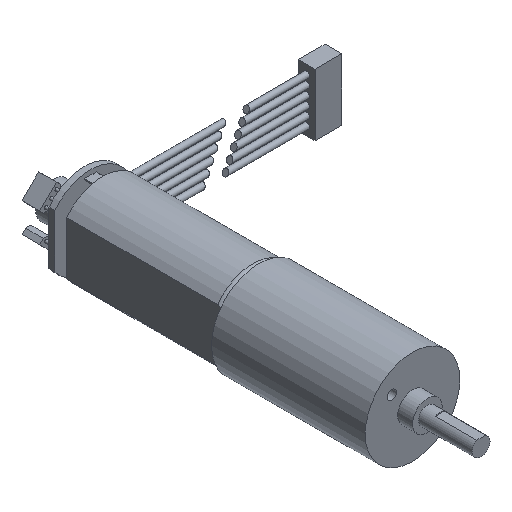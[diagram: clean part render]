
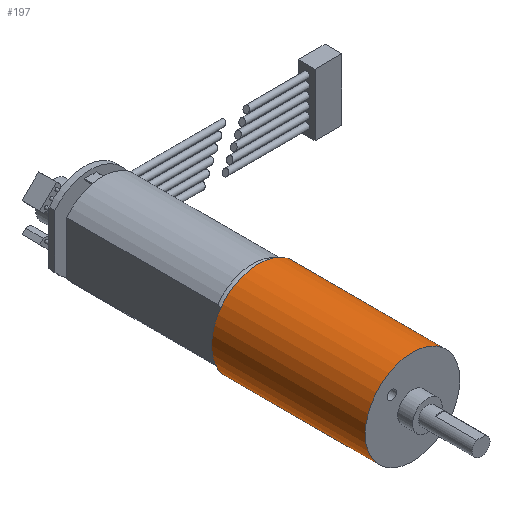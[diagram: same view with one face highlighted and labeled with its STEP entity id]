
A CAD part, isometric view. The second image highlights one B-rep face of the part: STEP entity #197.
In plain terms, the highlighted cylindrical face has radius 8 mm (diameter 16 mm), a full revolution.
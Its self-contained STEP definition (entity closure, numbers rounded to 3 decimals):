
#197 = ADVANCED_FACE( '', ( #466, #467 ), #468, .T. );
#466 = FACE_OUTER_BOUND( '', #828, .T. );
#467 = FACE_OUTER_BOUND( '', #829, .T. );
#468 = CYLINDRICAL_SURFACE( '', #830, 8. );
#828 = EDGE_LOOP( '', ( #1300 ) );
#829 = EDGE_LOOP( '', ( #1301 ) );
#830 = AXIS2_PLACEMENT_3D( '', #1302, #1303, #1304 );
#1300 = ORIENTED_EDGE( '', *, *, #1901, .F. );
#1301 = ORIENTED_EDGE( '', *, *, #1902, .T. );
#1302 = CARTESIAN_POINT( '', ( 0., 42.55, 0. ) );
#1303 = DIRECTION( '', ( 0., -1., 0. ) );
#1304 = DIRECTION( '', ( 0., 0., 1. ) );
#1901 = EDGE_CURVE( '', #2249, #2249, #2250, .T. );
#1902 = EDGE_CURVE( '', #2251, #2251, #2252, .T. );
#2249 = VERTEX_POINT( '', #2714 );
#2250 = CIRCLE( '', #2715, 8. );
#2251 = VERTEX_POINT( '', #2716 );
#2252 = CIRCLE( '', #2717, 8. );
#2714 = CARTESIAN_POINT( '', ( 0., 26., 8. ) );
#2715 = AXIS2_PLACEMENT_3D( '', #3143, #3144, #3145 );
#2716 = CARTESIAN_POINT( '', ( 0., 0., 8. ) );
#2717 = AXIS2_PLACEMENT_3D( '', #3146, #3147, #3148 );
#3143 = CARTESIAN_POINT( '', ( 0., 26., 0. ) );
#3144 = DIRECTION( '', ( 0., 1., 0. ) );
#3145 = DIRECTION( '', ( 0., 0., 1. ) );
#3146 = CARTESIAN_POINT( '', ( 0., 0., 0. ) );
#3147 = DIRECTION( '', ( 0., 1., 0. ) );
#3148 = DIRECTION( '', ( 0., 0., 1. ) );
